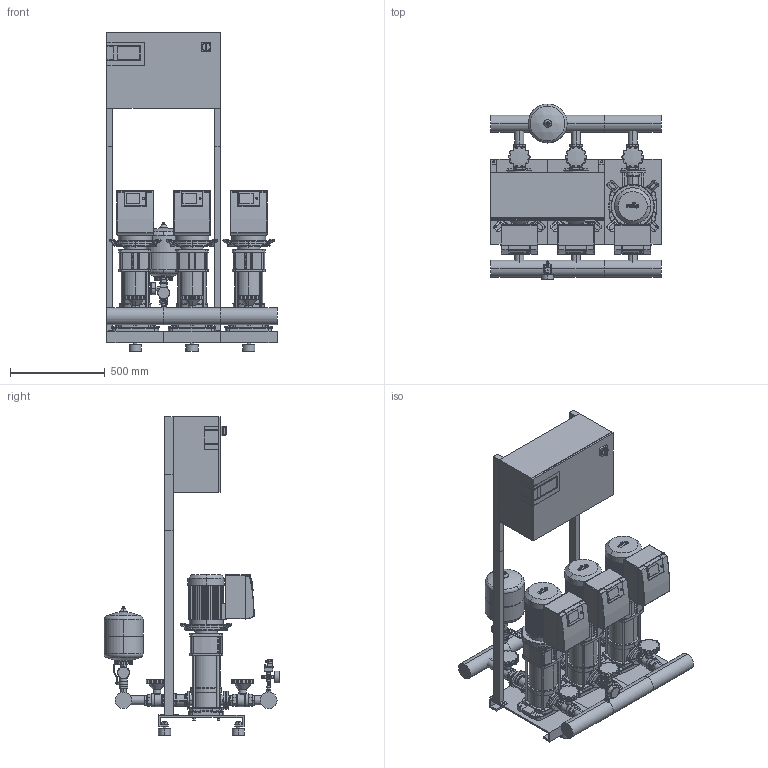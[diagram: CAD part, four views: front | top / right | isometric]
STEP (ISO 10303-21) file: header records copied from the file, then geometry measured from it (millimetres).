
FILE_DESCRIPTION((''),'2;1');
FILE_NAME('3d_COR-3HELIXVE1003_K_CCE-01-2539329.stp','2015-10-02T14:58:20',(''),(''),'Mechanical Desktop 2009','Mechanical Desktop 2009',', , ');
FILE_SCHEMA(('CONFIG_CONTROL_DESIGN'));
Length unit declared in the file: millimetre
Products named in the file (1): Product
Bounding box: 900 x 930 x 1685 mm (x, y, z)
Volume: 169715588.9 mm3; surface area: 9118223 mm2
Topology: 182 solids, 182 shells, 4828 faces, 12275 edges, 7982 vertices
Faces by surface type: bspline 1654, plane 1569, cylinder 1284, cone 177, torus 110, sphere 34
Entity records: 162629 total; most frequent: CARTESIAN_POINT 48601, ORIENTED_EDGE 24438, DIRECTION 22146, EDGE_CURVE 12219, VERTEX_POINT 7975, AXIS2_PLACEMENT_3D 7436, VECTOR 7274, LINE 7274
